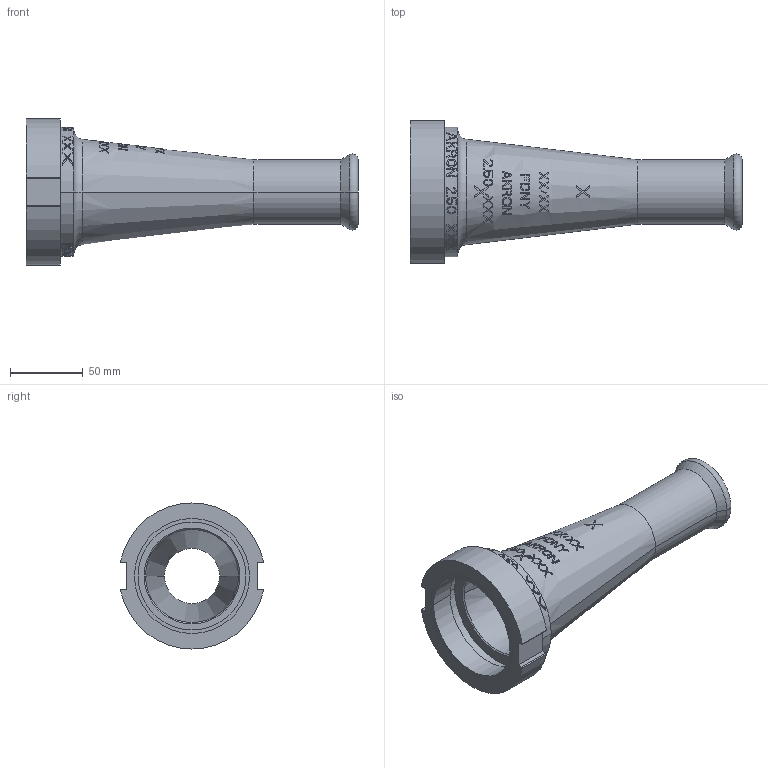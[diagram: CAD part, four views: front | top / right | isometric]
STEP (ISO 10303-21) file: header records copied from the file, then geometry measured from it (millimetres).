
FILE_DESCRIPTION((''),'2;1');
FILE_NAME('D44602','2012-07-09T',('cknei'),(''),'PRO/ENGINEER BY PARAMETRIC TECHNOLOGY CORPORATION, 2011180','PRO/ENGINEER BY PARAMETRIC TECHNOLOGY CORPORATION, 2011180','');
FILE_SCHEMA(('CONFIG_CONTROL_DESIGN'));
Length unit declared in the file: inch
Products named in the file (1): D44602
Bounding box: 228.6 x 98.54 x 100.58 mm (x, y, z)
Volume: 257800.9 mm3; surface area: 93297 mm2
Topology: 1 solids, 2 shells, 847 faces, 2349 edges, 1562 vertices
Faces by surface type: plane 762, cylinder 46, cone 35, torus 4
Entity records: 27003 total; most frequent: CARTESIAN_POINT 6967, ORIENTED_EDGE 4694, DIRECTION 3384, EDGE_CURVE 2349, VERTEX_POINT 1562, AXIS2_PLACEMENT_3D 1248, B_SPLINE_CURVE_WITH_KNOTS 1061, EDGE_LOOP 907
